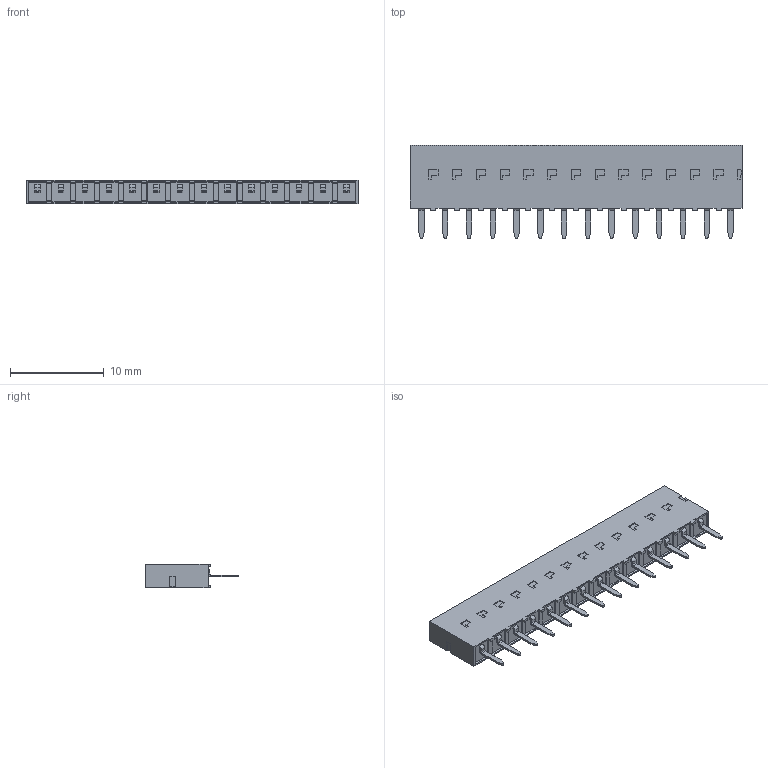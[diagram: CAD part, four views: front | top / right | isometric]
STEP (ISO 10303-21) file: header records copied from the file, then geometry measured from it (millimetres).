
FILE_DESCRIPTION(('STEP AP214'),'1');
FILE_NAME('70967.stp','2016-07-01T02:43:09',('TraceParts'),('TraceParts S.A.'),'Spatial InterOp 3D',' ',' ');
FILE_SCHEMA(('automotive_design'));
Length unit declared in the file: millimetre
Products named in the file (1): 76341-Y14_SW0001
Bounding box: 35.48 x 9.96 x 2.54 mm (x, y, z)
Volume: 593.3 mm3; surface area: 817 mm2
Topology: 1 solids, 1 shells, 752 faces, 1816 edges, 1120 vertices
Faces by surface type: plane 682, cylinder 70
Entity records: 21239 total; most frequent: CARTESIAN_POINT 3689, ORIENTED_EDGE 3632, DIRECTION 3462, EDGE_CURVE 1816, LINE 1676, VECTOR 1676, VERTEX_POINT 1120, AXIS2_PLACEMENT_3D 893
